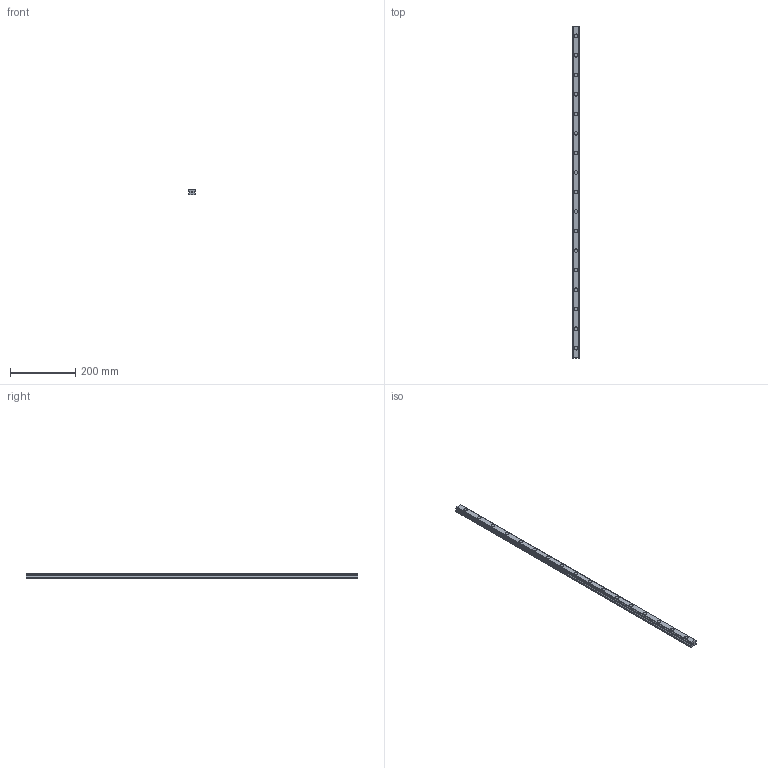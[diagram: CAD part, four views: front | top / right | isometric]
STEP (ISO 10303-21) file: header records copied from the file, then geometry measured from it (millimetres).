
FILE_DESCRIPTION(('STEP AP214'),'1');
FILE_NAME('cctmp_4584955E-DA83-420D-BFA3-616085FF965A_2021_02_09_17_22_09_0846..stp','2021-02-09T16:22:10',('HIWIN GmbH'),('CADClick - www.CADClick.com'),'Spatial InterOp 3D',' ','unknown authorization');
FILE_SCHEMA(('AUTOMOTIVE_DESIGN'));
Length unit declared in the file: millimetre
Products named in the file (1): EGR25R1020C_FILE
Bounding box: 23 x 1020 x 18 mm (x, y, z)
Volume: 350818.1 mm3; surface area: 95257.2 mm2
Topology: 1 solids, 1 shells, 309 faces, 807 edges, 538 vertices
Faces by surface type: plane 187, cylinder 122
Entity records: 12157 total; most frequent: DIRECTION 1807, CARTESIAN_POINT 1655, ORIENTED_EDGE 1614, EDGE_CURVE 807, AXIS2_PLACEMENT_3D 690, VERTEX_POINT 538, LINE 427, VECTOR 427
